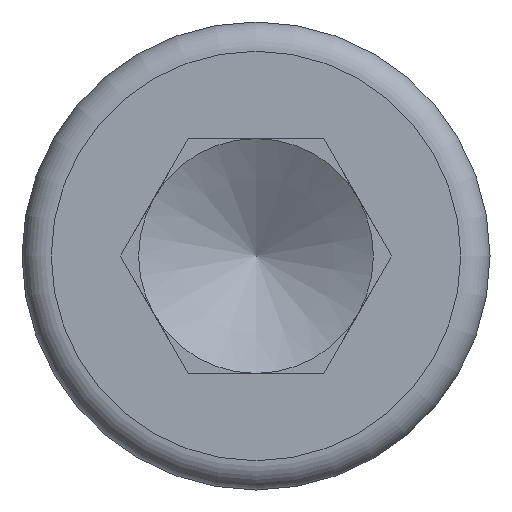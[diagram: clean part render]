
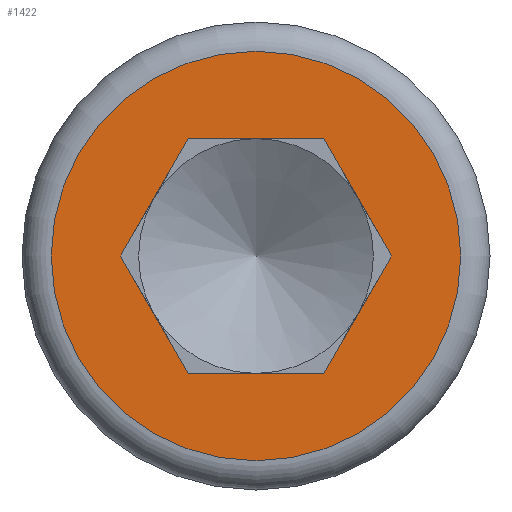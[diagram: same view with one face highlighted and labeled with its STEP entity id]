
A CAD part, left-side view. The second image highlights one B-rep face of the part: STEP entity #1422.
In plain terms, the highlighted planar face has unit normal (-1, 0, 0).
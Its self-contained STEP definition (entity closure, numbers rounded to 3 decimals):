
#14 = CARTESIAN_POINT ( 'NONE',  ( 0., -4.633, 0. ) ) ;
#126 = VECTOR ( 'NONE', #191, 1000. ) ;
#164 = EDGE_CURVE ( 'NONE', #961, #304, #1046, .T. ) ;
#191 = DIRECTION ( 'NONE',  ( 0., 0.5, -0.866 ) ) ;
#202 = ORIENTED_EDGE ( 'NONE', *, *, #1231, .T. ) ;
#217 = AXIS2_PLACEMENT_3D ( 'NONE', #1171, #837, #1183 ) ;
#236 = VERTEX_POINT ( 'NONE', #2131 ) ;
#256 = CARTESIAN_POINT ( 'NONE',  ( 0., -2.317, 4.013 ) ) ;
#304 = VERTEX_POINT ( 'NONE', #1462 ) ;
#386 = ORIENTED_EDGE ( 'NONE', *, *, #2031, .F. ) ;
#457 = ORIENTED_EDGE ( 'NONE', *, *, #164, .T. ) ;
#591 = DIRECTION ( 'NONE',  ( 0., 1., 0. ) ) ;
#642 = EDGE_CURVE ( 'NONE', #236, #304, #765, .T. ) ;
#658 = FACE_OUTER_BOUND ( 'NONE', #916, .T. ) ;
#719 = CARTESIAN_POINT ( 'NONE',  ( 0., 4.633, 0. ) ) ;
#743 = EDGE_LOOP ( 'NONE', ( #202, #895, #1936, #457, #888, #386 ) ) ;
#765 = LINE ( 'NONE', #1595, #2006 ) ;
#837 = DIRECTION ( 'NONE',  ( -1., 0., 0. ) ) ;
#888 = ORIENTED_EDGE ( 'NONE', *, *, #642, .F. ) ;
#895 = ORIENTED_EDGE ( 'NONE', *, *, #1177, .F. ) ;
#916 = EDGE_LOOP ( 'NONE', ( #1077 ) ) ;
#940 = VERTEX_POINT ( 'NONE', #719 ) ;
#945 = VECTOR ( 'NONE', #2045, 1000. ) ;
#950 = DIRECTION ( 'NONE',  ( 0., -0.5, -0.866 ) ) ;
#952 = DIRECTION ( 'NONE',  ( 0., -0.5, 0.866 ) ) ;
#961 = VERTEX_POINT ( 'NONE', #14 ) ;
#1017 = VECTOR ( 'NONE', #950, 1000. ) ;
#1018 = CARTESIAN_POINT ( 'NONE',  ( 0., -2.317, 4.013 ) ) ;
#1046 = LINE ( 'NONE', #1724, #126 ) ;
#1077 = ORIENTED_EDGE ( 'NONE', *, *, #1284, .T. ) ;
#1106 = LINE ( 'NONE', #256, #1744 ) ;
#1171 = CARTESIAN_POINT ( 'NONE',  ( 0., 0., 0. ) ) ;
#1177 = EDGE_CURVE ( 'NONE', #1467, #2211, #1106, .T. ) ;
#1183 = DIRECTION ( 'NONE',  ( 0., 0., 1. ) ) ;
#1187 = LINE ( 'NONE', #1369, #945 ) ;
#1231 = EDGE_CURVE ( 'NONE', #940, #2211, #1621, .T. ) ;
#1284 = EDGE_CURVE ( 'NONE', #1660, #1660, #2000, .T. ) ;
#1292 = CARTESIAN_POINT ( 'NONE',  ( 0., 0., 0. ) ) ;
#1315 = DIRECTION ( 'NONE',  ( 0., 0., 1. ) ) ;
#1330 = PLANE ( 'NONE',  #217 ) ;
#1369 = CARTESIAN_POINT ( 'NONE',  ( 0., 4.633, 0. ) ) ;
#1422 = ADVANCED_FACE ( 'NONE', ( #2181, #658 ), #1330, .T. ) ;
#1428 = CARTESIAN_POINT ( 'NONE',  ( 0., 4.633, 0. ) ) ;
#1462 = CARTESIAN_POINT ( 'NONE',  ( 0., -2.317, -4.013 ) ) ;
#1467 = VERTEX_POINT ( 'NONE', #1018 ) ;
#1486 = VECTOR ( 'NONE', #952, 1000. ) ;
#1572 = CARTESIAN_POINT ( 'NONE',  ( 0., 2.317, 4.012 ) ) ;
#1595 = CARTESIAN_POINT ( 'NONE',  ( 0., 2.317, -4.013 ) ) ;
#1621 = LINE ( 'NONE', #1428, #1486 ) ;
#1652 = EDGE_CURVE ( 'NONE', #1467, #961, #2104, .T. ) ;
#1660 = VERTEX_POINT ( 'NONE', #2192 ) ;
#1724 = CARTESIAN_POINT ( 'NONE',  ( 0., -4.633, 0. ) ) ;
#1744 = VECTOR ( 'NONE', #591, 1000. ) ;
#1757 = AXIS2_PLACEMENT_3D ( 'NONE', #1292, #2169, #1315 ) ;
#1936 = ORIENTED_EDGE ( 'NONE', *, *, #1652, .T. ) ;
#1938 = DIRECTION ( 'NONE',  ( 0., -1., 0. ) ) ;
#2000 = CIRCLE ( 'NONE', #1757, 7. ) ;
#2006 = VECTOR ( 'NONE', #1938, 1000. ) ;
#2031 = EDGE_CURVE ( 'NONE', #940, #236, #1187, .T. ) ;
#2045 = DIRECTION ( 'NONE',  ( 0., -0.5, -0.866 ) ) ;
#2089 = CARTESIAN_POINT ( 'NONE',  ( 0., -2.317, 4.013 ) ) ;
#2104 = LINE ( 'NONE', #2089, #1017 ) ;
#2131 = CARTESIAN_POINT ( 'NONE',  ( 0., 2.317, -4.013 ) ) ;
#2169 = DIRECTION ( 'NONE',  ( -1., 0., 0. ) ) ;
#2181 = FACE_BOUND ( 'NONE', #743, .T. ) ;
#2192 = CARTESIAN_POINT ( 'NONE',  ( 0., 0., 7. ) ) ;
#2211 = VERTEX_POINT ( 'NONE', #1572 ) ;
